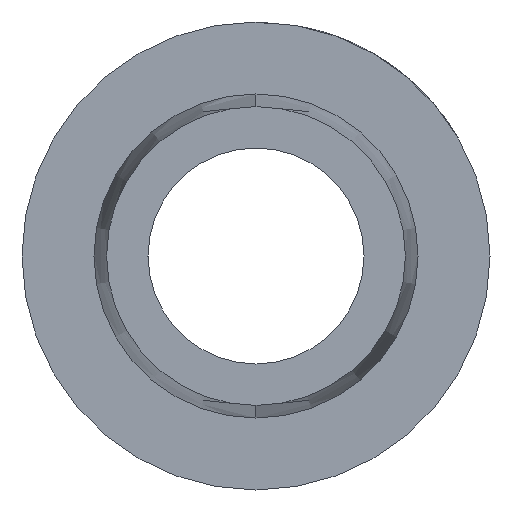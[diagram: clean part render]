
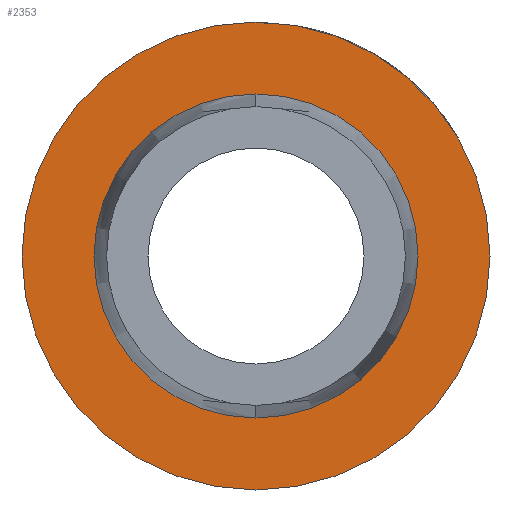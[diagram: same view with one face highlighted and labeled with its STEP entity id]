
A CAD part, left-side view. The second image highlights one B-rep face of the part: STEP entity #2353.
In plain terms, the highlighted planar face has unit normal (-1, 0, 0).
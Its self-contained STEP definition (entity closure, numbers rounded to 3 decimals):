
#433 = EDGE_CURVE ( 'NONE', #2261, #4743, #4448, .T. ) ;
#574 = DIRECTION ( 'NONE',  ( 0., 0., 1. ) ) ;
#610 = VERTEX_POINT ( 'NONE', #3324 ) ;
#611 = CARTESIAN_POINT ( 'NONE',  ( 15., 0., 6.5 ) ) ;
#655 = AXIS2_PLACEMENT_3D ( 'NONE', #4332, #716, #2428 ) ;
#699 = ORIENTED_EDGE ( 'NONE', *, *, #433, .T. ) ;
#716 = DIRECTION ( 'NONE',  ( 1., 0., 0. ) ) ;
#779 = DIRECTION ( 'NONE',  ( 0., 0., 1. ) ) ;
#961 = EDGE_LOOP ( 'NONE', ( #4524, #2412 ) ) ;
#1080 = CARTESIAN_POINT ( 'NONE',  ( 15., 0., -6.5 ) ) ;
#1091 = CARTESIAN_POINT ( 'NONE',  ( 15., 0., 0. ) ) ;
#1450 = DIRECTION ( 'NONE',  ( 0., 0., 1. ) ) ;
#1563 = DIRECTION ( 'NONE',  ( -1., 0., 0. ) ) ;
#1638 = FACE_BOUND ( 'NONE', #961, .T. ) ;
#1843 = CIRCLE ( 'NONE', #3778, 4.5 ) ;
#1934 = CARTESIAN_POINT ( 'NONE',  ( 15., 0., -4.5 ) ) ;
#2184 = AXIS2_PLACEMENT_3D ( 'NONE', #3040, #2568, #3013 ) ;
#2261 = VERTEX_POINT ( 'NONE', #611 ) ;
#2276 = ORIENTED_EDGE ( 'NONE', *, *, #4322, .T. ) ;
#2337 = AXIS2_PLACEMENT_3D ( 'NONE', #4747, #3460, #1450 ) ;
#2353 = ADVANCED_FACE ( 'NONE', ( #1638, #3167 ), #2802, .F. ) ;
#2366 = VERTEX_POINT ( 'NONE', #1934 ) ;
#2412 = ORIENTED_EDGE ( 'NONE', *, *, #5187, .F. ) ;
#2428 = DIRECTION ( 'NONE',  ( 0., 0., -1. ) ) ;
#2436 = CIRCLE ( 'NONE', #2184, 6.5 ) ;
#2474 = CARTESIAN_POINT ( 'NONE',  ( 15., 0., 0. ) ) ;
#2568 = DIRECTION ( 'NONE',  ( -1., 0., 0. ) ) ;
#2668 = EDGE_CURVE ( 'NONE', #610, #2366, #1843, .T. ) ;
#2802 = PLANE ( 'NONE',  #655 ) ;
#2861 = AXIS2_PLACEMENT_3D ( 'NONE', #1091, #1563, #779 ) ;
#3013 = DIRECTION ( 'NONE',  ( 0., 0., 1. ) ) ;
#3040 = CARTESIAN_POINT ( 'NONE',  ( 15., 0., 0. ) ) ;
#3167 = FACE_OUTER_BOUND ( 'NONE', #5120, .T. ) ;
#3324 = CARTESIAN_POINT ( 'NONE',  ( 15., 0., 4.5 ) ) ;
#3460 = DIRECTION ( 'NONE',  ( -1., 0., 0. ) ) ;
#3778 = AXIS2_PLACEMENT_3D ( 'NONE', #2474, #4589, #574 ) ;
#3963 = CIRCLE ( 'NONE', #2861, 4.5 ) ;
#4322 = EDGE_CURVE ( 'NONE', #4743, #2261, #2436, .T. ) ;
#4332 = CARTESIAN_POINT ( 'NONE',  ( 15., 4.5, 0. ) ) ;
#4448 = CIRCLE ( 'NONE', #2337, 6.5 ) ;
#4524 = ORIENTED_EDGE ( 'NONE', *, *, #2668, .F. ) ;
#4589 = DIRECTION ( 'NONE',  ( -1., 0., 0. ) ) ;
#4743 = VERTEX_POINT ( 'NONE', #1080 ) ;
#4747 = CARTESIAN_POINT ( 'NONE',  ( 15., 0., 0. ) ) ;
#5120 = EDGE_LOOP ( 'NONE', ( #699, #2276 ) ) ;
#5187 = EDGE_CURVE ( 'NONE', #2366, #610, #3963, .T. ) ;
